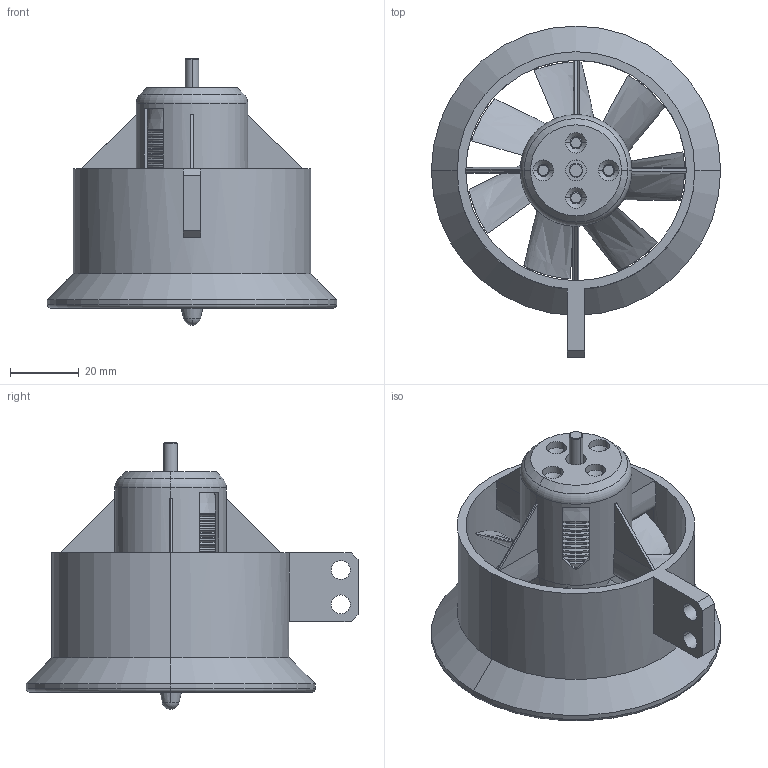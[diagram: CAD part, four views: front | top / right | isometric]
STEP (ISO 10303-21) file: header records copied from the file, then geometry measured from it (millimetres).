
FILE_DESCRIPTION (( 'STEP AP203' ), '1' );
FILE_NAME ('Electric_Ducted_Fan_AI_model.STEP', '2026-04-03T15:07:33', ( '' ), ( '' ), 'SwSTEP 2.0', 'SolidWorks 2024', '' );
FILE_SCHEMA (( 'CONFIG_CONTROL_DESIGN' ));
Length unit declared in the file: millimetre
Products named in the file (6): Tube; Test_fan; Electric_Ducted_Fan_AI_model; T_motor_fan_shaft; T_motor_lock_cone; T_motor_as2312
Assembly tree (5 placements, depth 2):
  Electric_Ducted_Fan_AI_model
    Test_fan
    Tube
    T_motor_as2312
    T_motor_fan_shaft
    T_motor_lock_cone
Bounding box: 84 x 96.41 x 77.5 mm (x, y, z)
Volume: 67153.1 mm3; surface area: 46093.1 mm2
Topology: 5 solids, 5 shells, 379 faces, 957 edges, 593 vertices
Faces by surface type: cylinder 165, cone 93, plane 86, bspline 22, torus 11, sphere 2
Entity records: 14981 total; most frequent: CARTESIAN_POINT 5281, DIRECTION 1919, ORIENTED_EDGE 1914, EDGE_CURVE 957, AXIS2_PLACEMENT_3D 781, VERTEX_POINT 593, EDGE_LOOP 432, CIRCLE 416
